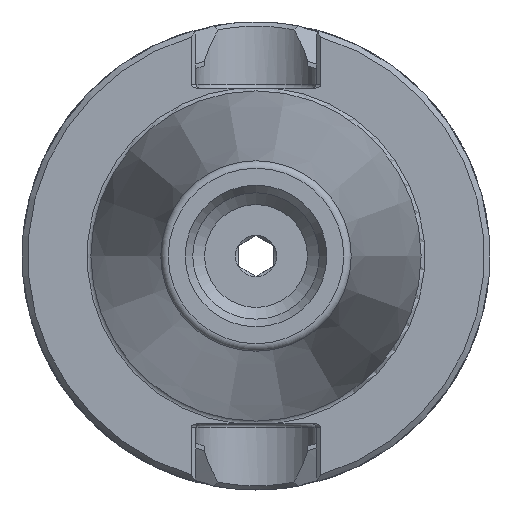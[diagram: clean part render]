
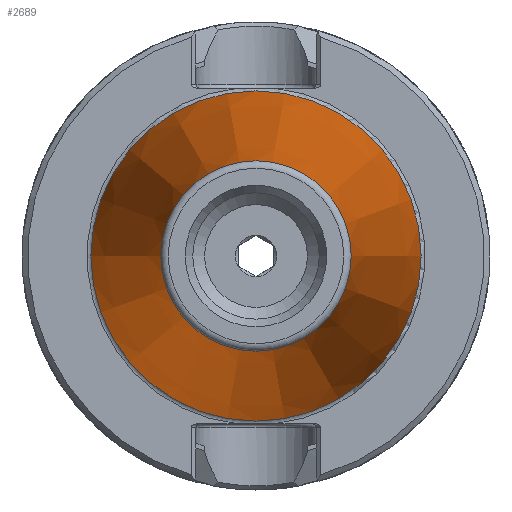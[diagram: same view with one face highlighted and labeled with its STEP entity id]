
A CAD part, left-side view. The second image highlights one B-rep face of the part: STEP entity #2689.
In plain terms, the highlighted conical face has half-angle 8.297 degrees and reference radius 17.456 mm.
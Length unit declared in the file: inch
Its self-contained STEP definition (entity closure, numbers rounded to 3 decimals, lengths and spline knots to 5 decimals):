
#581=FACE_BOUND('',#869,.T.);
#668=FACE_OUTER_BOUND('',#868,.T.);
#868=EDGE_LOOP('',(#2003));
#869=EDGE_LOOP('',(#2004));
#1047=CIRCLE('',#2901,0.875);
#1055=CIRCLE('',#2916,0.50448);
#1228=VERTEX_POINT('',#4301);
#1236=VERTEX_POINT('',#4324);
#1523=EDGE_CURVE('',#1228,#1228,#1047,.T.);
#1531=EDGE_CURVE('',#1236,#1236,#1055,.T.);
#2003=ORIENTED_EDGE('',*,*,#1523,.T.);
#2004=ORIENTED_EDGE('',*,*,#1531,.F.);
#2536=CONICAL_SURFACE('',#2918,0.68724,8.297);
#2689=ADVANCED_FACE('',(#668,#581),#2536,.T.);
#2901=AXIS2_PLACEMENT_3D('',#4302,#3352,#3353);
#2916=AXIS2_PLACEMENT_3D('',#4325,#3382,#3383);
#2918=AXIS2_PLACEMENT_3D('',#4327,#3386,#3387);
#3352=DIRECTION('center_axis',(-1.,0.,0.));
#3353=DIRECTION('ref_axis',(0.,1.,0.));
#3382=DIRECTION('center_axis',(-1.,0.,0.));
#3383=DIRECTION('ref_axis',(0.,-1.,0.));
#3386=DIRECTION('center_axis',(1.,0.,0.));
#3387=DIRECTION('ref_axis',(0.,1.,0.));
#4301=CARTESIAN_POINT('',(0.00001,0.875,0.));
#4302=CARTESIAN_POINT('Origin',(0.00001,0.,0.));
#4324=CARTESIAN_POINT('',(-2.54077,0.50448,0.));
#4325=CARTESIAN_POINT('Origin',(-2.54077,0.,
0.));
#4327=CARTESIAN_POINT('Origin',(-1.2875,0.,0.));
